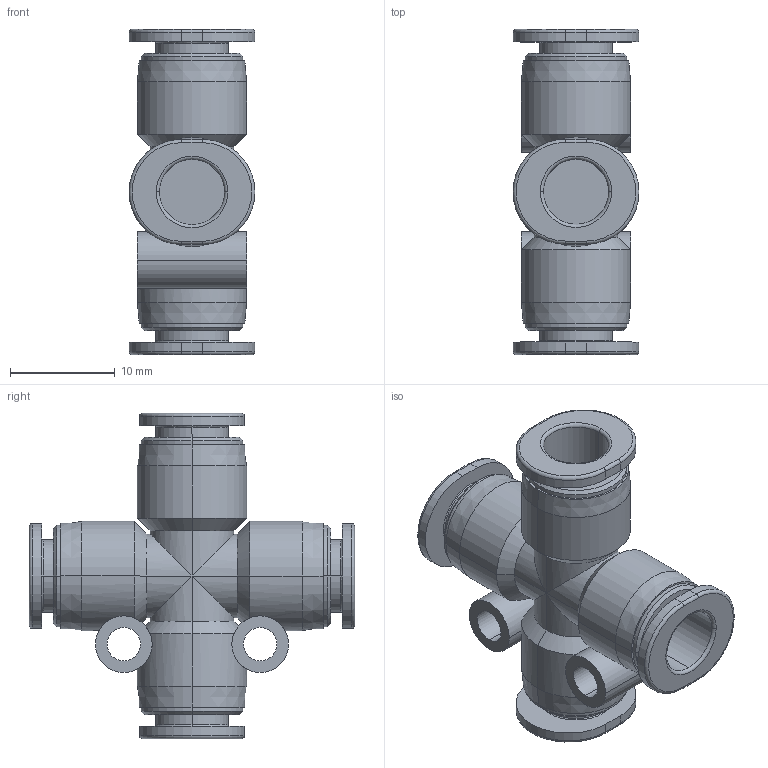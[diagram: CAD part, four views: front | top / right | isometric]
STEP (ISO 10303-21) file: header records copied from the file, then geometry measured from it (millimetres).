
FILE_DESCRIPTION((''),'2;1');
FILE_NAME('PZA06C-mdt.stp','2017-07-24T17:05:28',(''),(''),'Mechanical Desktop 2009','Mechanical Desktop 2009',', , ');
FILE_SCHEMA(('CONFIG_CONTROL_DESIGN'));
Length unit declared in the file: millimetre
Products named in the file (3): PZA06C-MDTA; PZA06C-MDT; COLLAR-L06C
Assembly tree (3 placements, depth 2):
  PZA06C-MDTA
    PZA06C-MDT
    COLLAR-L06C  x2
Bounding box: 12 x 31 x 31 mm (x, y, z)
Volume: 2857.2 mm3; surface area: 3700.1 mm2
Topology: 1 solids, 1 shells, 144 faces, 314 edges, 186 vertices
Faces by surface type: cylinder 64, plane 32, cone 24, torus 16, bspline 8
Entity records: 4659 total; most frequent: CARTESIAN_POINT 1270, DIRECTION 770, ORIENTED_EDGE 628, AXIS2_PLACEMENT_3D 328, EDGE_CURVE 314, VERTEX_POINT 186, CIRCLE 184, EDGE_LOOP 166
